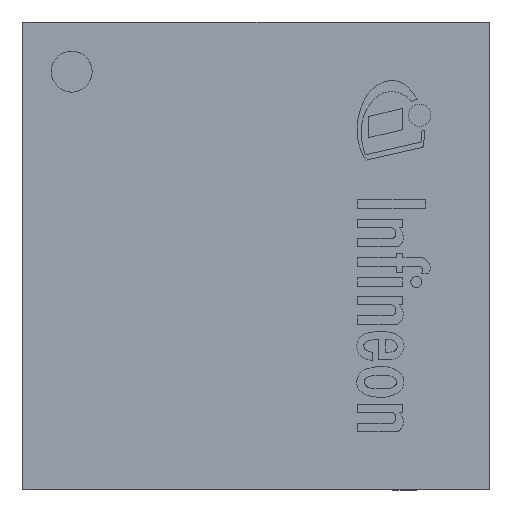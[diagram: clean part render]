
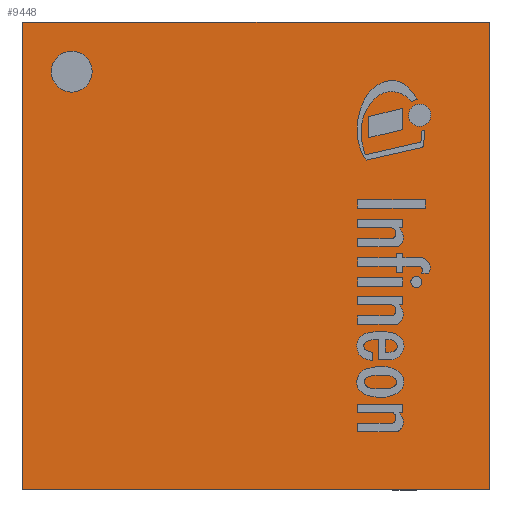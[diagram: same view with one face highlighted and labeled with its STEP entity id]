
A CAD part, top view. The second image highlights one B-rep face of the part: STEP entity #9448.
In plain terms, the highlighted planar face has unit normal (0, 0, 1).
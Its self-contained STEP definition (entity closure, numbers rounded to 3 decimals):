
#236=LINE('',#13727,#1352);
#271=LINE('',#13797,#1387);
#274=LINE('',#13806,#1390);
#317=LINE('',#13889,#1433);
#1352=VECTOR('',#10966,1000.);
#1387=VECTOR('',#11003,1000.);
#1390=VECTOR('',#11010,1000.);
#1433=VECTOR('',#11057,1000.);
#2370=PLANE('',#10026);
#2724=FACE_BOUND('',#3284,.T.);
#2757=FACE_OUTER_BOUND('',#3283,.T.);
#3283=EDGE_LOOP('',(#6682,#6683,#6684,#6685));
#3284=EDGE_LOOP('',(#6686));
#3792=CIRCLE('',#9975,0.35);
#4064=VERTEX_POINT('',#13432);
#4185=VERTEX_POINT('',#13701);
#4196=VERTEX_POINT('',#13725);
#4230=VERTEX_POINT('',#13795);
#4234=VERTEX_POINT('',#13804);
#5016=EDGE_CURVE('',#4064,#4064,#3792,.T.);
#5157=EDGE_CURVE('',#4185,#4196,#236,.T.);
#5192=EDGE_CURVE('',#4196,#4230,#271,.T.);
#5196=EDGE_CURVE('',#4230,#4234,#274,.T.);
#5240=EDGE_CURVE('',#4234,#4185,#317,.T.);
#6682=ORIENTED_EDGE('',*,*,#5157,.T.);
#6683=ORIENTED_EDGE('',*,*,#5192,.T.);
#6684=ORIENTED_EDGE('',*,*,#5196,.T.);
#6685=ORIENTED_EDGE('',*,*,#5240,.T.);
#6686=ORIENTED_EDGE('',*,*,#5016,.T.);
#9448=ADVANCED_FACE('',(#2757,#2724),#2370,.T.);
#9975=AXIS2_PLACEMENT_3D('',#13433,#10758,#10759);
#10026=AXIS2_PLACEMENT_3D('',#13890,#11058,#11059);
#10758=DIRECTION('center_axis',(0.,0.,-1.));
#10759=DIRECTION('ref_axis',(-1.,0.,0.));
#10966=DIRECTION('',(1.,0.,0.));
#11003=DIRECTION('',(0.,1.,0.));
#11010=DIRECTION('',(-1.,0.,0.));
#11057=DIRECTION('',(0.,-1.,0.));
#11058=DIRECTION('center_axis',(0.,0.,1.));
#11059=DIRECTION('ref_axis',(0.,-1.,0.));
#13432=CARTESIAN_POINT('',(-2.8,3.15,1.05));
#13433=CARTESIAN_POINT('Origin',(-3.15,3.15,1.05));
#13701=CARTESIAN_POINT('',(-3.99,-3.99,1.05));
#13725=CARTESIAN_POINT('',(3.99,-3.99,1.05));
#13727=CARTESIAN_POINT('',(3.99,-3.99,1.05));
#13795=CARTESIAN_POINT('',(3.99,3.99,1.05));
#13797=CARTESIAN_POINT('',(3.99,3.99,1.05));
#13804=CARTESIAN_POINT('',(-3.99,3.99,1.05));
#13806=CARTESIAN_POINT('',(3.99,3.99,1.05));
#13889=CARTESIAN_POINT('',(-3.99,3.99,1.05));
#13890=CARTESIAN_POINT('Origin',(0.,0.,1.05));
